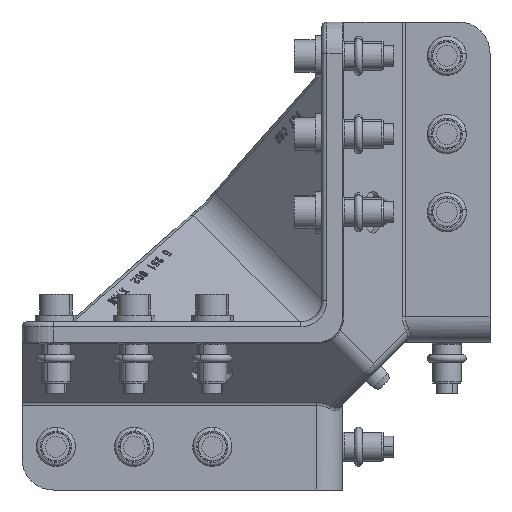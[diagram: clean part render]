
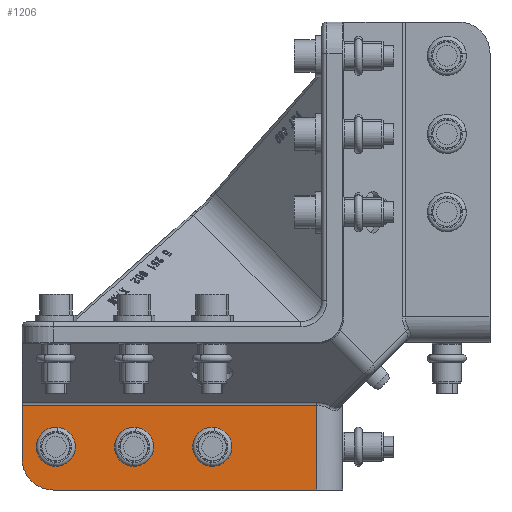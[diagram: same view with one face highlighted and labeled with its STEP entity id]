
A CAD part, front view. The second image highlights one B-rep face of the part: STEP entity #1206.
In plain terms, the highlighted planar face has unit normal (0, -1, 0).
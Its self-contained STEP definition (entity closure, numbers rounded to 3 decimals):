
#853=CARTESIAN_POINT('Line Origine',(-50.,40.,0.)) ;
#857=CARTESIAN_POINT('Vertex',(-50.,40.,15.947)) ;
#859=CARTESIAN_POINT('Vertex',(-50.,40.,-16.569)) ;
#907=CARTESIAN_POINT('Line Origine',(-100.5,40.,-16.569)) ;
#911=CARTESIAN_POINT('Vertex',(-151.,40.,-16.569)) ;
#1121=CARTESIAN_POINT('Axis2P3D Location',(-90.,40.,16.569)) ;
#1126=CARTESIAN_POINT('Line Origine',(-163.,40.,5.689)) ;
#1130=CARTESIAN_POINT('Vertex',(-163.,40.,15.947)) ;
#1132=CARTESIAN_POINT('Vertex',(-163.,40.,-4.569)) ;
#1135=CARTESIAN_POINT('Axis2P3D Location',(-151.,40.,-4.569)) ;
#1140=CARTESIAN_POINT('Line Origine',(-106.5,40.,15.947)) ;
#1152=CARTESIAN_POINT('Axis2P3D Location',(-150.,40.,0.)) ;
#1156=CARTESIAN_POINT('Vertex',(-150.656,40.,-6.065)) ;
#1158=CARTESIAN_POINT('Vertex',(-149.344,40.,6.065)) ;
#1161=CARTESIAN_POINT('Axis2P3D Location',(-150.,40.,0.)) ;
#1170=CARTESIAN_POINT('Axis2P3D Location',(-120.,40.,0.)) ;
#1174=CARTESIAN_POINT('Vertex',(-120.656,40.,-6.065)) ;
#1176=CARTESIAN_POINT('Vertex',(-119.344,40.,6.065)) ;
#1179=CARTESIAN_POINT('Axis2P3D Location',(-120.,40.,0.)) ;
#1188=CARTESIAN_POINT('Axis2P3D Location',(-90.,40.,0.)) ;
#1192=CARTESIAN_POINT('Vertex',(-90.656,40.,-6.065)) ;
#1194=CARTESIAN_POINT('Vertex',(-89.344,40.,6.065)) ;
#1197=CARTESIAN_POINT('Axis2P3D Location',(-90.,40.,0.)) ;
#854=DIRECTION('Vector Direction',(0.,0.,-1.)) ;
#908=DIRECTION('Vector Direction',(1.,0.,0.)) ;
#1122=DIRECTION('Axis2P3D Direction',(0.,-1.,0.)) ;
#1123=DIRECTION('Axis2P3D XDirection',(0.,0.,-1.)) ;
#1127=DIRECTION('Vector Direction',(0.,0.,-1.)) ;
#1136=DIRECTION('Axis2P3D Direction',(0.,-1.,0.)) ;
#1141=DIRECTION('Vector Direction',(1.,0.,0.)) ;
#1153=DIRECTION('Axis2P3D Direction',(0.,-1.,0.)) ;
#1162=DIRECTION('Axis2P3D Direction',(0.,-1.,0.)) ;
#1171=DIRECTION('Axis2P3D Direction',(0.,-1.,0.)) ;
#1180=DIRECTION('Axis2P3D Direction',(0.,-1.,0.)) ;
#1189=DIRECTION('Axis2P3D Direction',(0.,-1.,0.)) ;
#1198=DIRECTION('Axis2P3D Direction',(0.,-1.,0.)) ;
#1124=AXIS2_PLACEMENT_3D('Plane Axis2P3D',#1121,#1122,#1123) ;
#1137=AXIS2_PLACEMENT_3D('Circle Axis2P3D',#1135,#1136,$) ;
#1154=AXIS2_PLACEMENT_3D('Circle Axis2P3D',#1152,#1153,$) ;
#1163=AXIS2_PLACEMENT_3D('Circle Axis2P3D',#1161,#1162,$) ;
#1172=AXIS2_PLACEMENT_3D('Circle Axis2P3D',#1170,#1171,$) ;
#1181=AXIS2_PLACEMENT_3D('Circle Axis2P3D',#1179,#1180,$) ;
#1190=AXIS2_PLACEMENT_3D('Circle Axis2P3D',#1188,#1189,$) ;
#1199=AXIS2_PLACEMENT_3D('Circle Axis2P3D',#1197,#1198,$) ;
#1146=ORIENTED_EDGE('',*,*,#1134,.T.) ;
#1147=ORIENTED_EDGE('',*,*,#1139,.F.) ;
#1148=ORIENTED_EDGE('',*,*,#913,.T.) ;
#1149=ORIENTED_EDGE('',*,*,#861,.F.) ;
#1150=ORIENTED_EDGE('',*,*,#1144,.T.) ;
#1167=ORIENTED_EDGE('',*,*,#1160,.T.) ;
#1168=ORIENTED_EDGE('',*,*,#1165,.T.) ;
#1185=ORIENTED_EDGE('',*,*,#1178,.T.) ;
#1186=ORIENTED_EDGE('',*,*,#1183,.T.) ;
#1203=ORIENTED_EDGE('',*,*,#1196,.T.) ;
#1204=ORIENTED_EDGE('',*,*,#1201,.T.) ;
#1169=FACE_BOUND('',#1166,.T.) ;
#1187=FACE_BOUND('',#1184,.T.) ;
#1205=FACE_BOUND('',#1202,.T.) ;
#855=VECTOR('Line Direction',#854,1.) ;
#909=VECTOR('Line Direction',#908,1.) ;
#1128=VECTOR('Line Direction',#1127,1.) ;
#1142=VECTOR('Line Direction',#1141,1.) ;
#1206=ADVANCED_FACE('PartBody',(#1151,#1169,#1187,#1205),#1125,.T.) ;
#1138=CIRCLE('generated circle',#1137,12.) ;
#1155=CIRCLE('generated circle',#1154,6.1) ;
#1164=CIRCLE('generated circle',#1163,6.1) ;
#1173=CIRCLE('generated circle',#1172,6.1) ;
#1182=CIRCLE('generated circle',#1181,6.1) ;
#1191=CIRCLE('generated circle',#1190,6.1) ;
#1200=CIRCLE('generated circle',#1199,6.1) ;
#861=EDGE_CURVE('',#858,#860,#856,.T.) ;
#913=EDGE_CURVE('',#912,#860,#910,.T.) ;
#1134=EDGE_CURVE('',#1131,#1133,#1129,.T.) ;
#1139=EDGE_CURVE('',#912,#1133,#1138,.F.) ;
#1144=EDGE_CURVE('',#858,#1131,#1143,.F.) ;
#1160=EDGE_CURVE('',#1157,#1159,#1155,.F.) ;
#1165=EDGE_CURVE('',#1159,#1157,#1164,.F.) ;
#1178=EDGE_CURVE('',#1175,#1177,#1173,.F.) ;
#1183=EDGE_CURVE('',#1177,#1175,#1182,.F.) ;
#1196=EDGE_CURVE('',#1193,#1195,#1191,.F.) ;
#1201=EDGE_CURVE('',#1195,#1193,#1200,.F.) ;
#1145=EDGE_LOOP('',(#1146,#1147,#1148,#1149,#1150)) ;
#1166=EDGE_LOOP('',(#1167,#1168)) ;
#1184=EDGE_LOOP('',(#1185,#1186)) ;
#1202=EDGE_LOOP('',(#1203,#1204)) ;
#1151=FACE_OUTER_BOUND('',#1145,.T.) ;
#856=LINE('Line',#853,#855) ;
#910=LINE('Line',#907,#909) ;
#1129=LINE('Line',#1126,#1128) ;
#1143=LINE('Line',#1140,#1142) ;
#1125=PLANE('',#1124) ;
#858=VERTEX_POINT('',#857) ;
#860=VERTEX_POINT('',#859) ;
#912=VERTEX_POINT('',#911) ;
#1131=VERTEX_POINT('',#1130) ;
#1133=VERTEX_POINT('',#1132) ;
#1157=VERTEX_POINT('',#1156) ;
#1159=VERTEX_POINT('',#1158) ;
#1175=VERTEX_POINT('',#1174) ;
#1177=VERTEX_POINT('',#1176) ;
#1193=VERTEX_POINT('',#1192) ;
#1195=VERTEX_POINT('',#1194) ;
